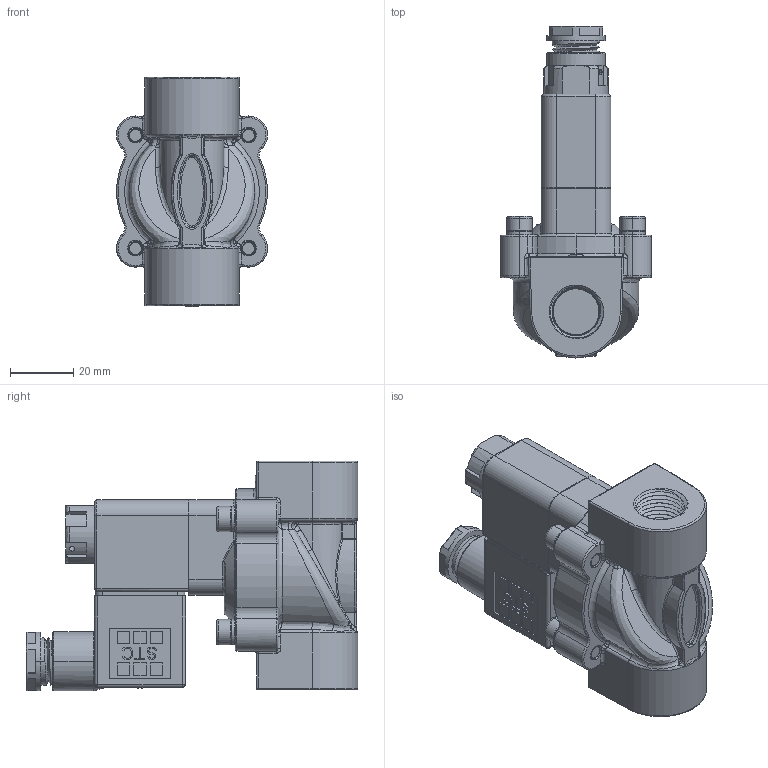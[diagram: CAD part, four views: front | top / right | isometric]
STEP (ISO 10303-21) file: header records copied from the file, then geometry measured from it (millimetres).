
FILE_DESCRIPTION (( 'STEP AP214' ), '1' );
FILE_NAME ('2V130-3-8.STEP', '2018-10-03T17:42:20', ( '' ), ( '' ), 'SwSTEP 2.0', 'SolidWorks 2016', '' );
FILE_SCHEMA (( 'AUTOMOTIVE_DESIGN' ));
Length unit declared in the file: millimetre
Products named in the file (1): 2V130-3-8
Bounding box: 47.7 x 104.8 x 72.5 mm (x, y, z)
Volume: 117659 mm3; surface area: 44381.9 mm2
Topology: 20 solids, 20 shells, 1627 faces, 4420 edges, 2856 vertices
Faces by surface type: plane 581, cylinder 548, bspline 280, torus 108, cone 102, sphere 8
Entity records: 119203 total; most frequent: CARTESIAN_POINT 63473, ORIENTED_EDGE 8788, DIRECTION 6458, EDGE_CURVE 4394, VERTEX_POINT 2856, AXIS2_PLACEMENT_3D 2228, VECTOR 2002, LINE 2002
